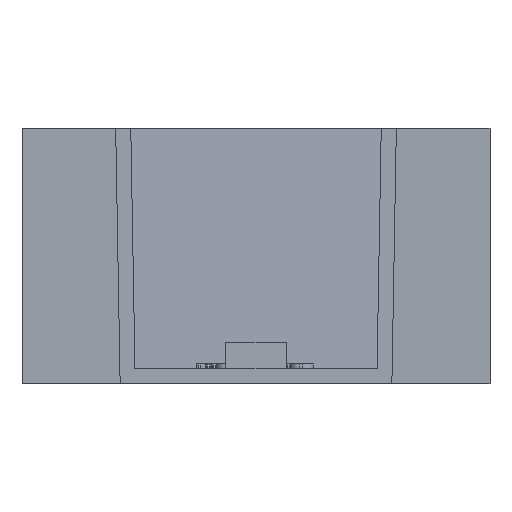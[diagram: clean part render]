
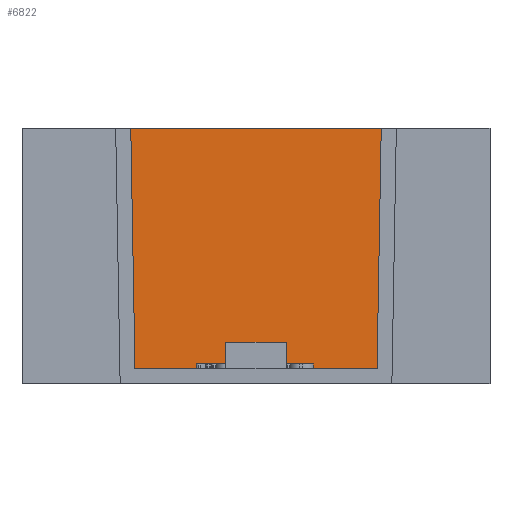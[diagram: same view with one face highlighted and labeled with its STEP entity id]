
A CAD part, top view. The second image highlights one B-rep face of the part: STEP entity #6822.
In plain terms, the highlighted planar face has unit normal (0, 0.018, 1).
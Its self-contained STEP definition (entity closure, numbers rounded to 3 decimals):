
#192 = DIRECTION ( 'NONE',  ( -1., 0., 0. ) ) ;
#271 = CARTESIAN_POINT ( 'NONE',  ( -15.5, 16.9, -11.545 ) ) ;
#425 = VERTEX_POINT ( 'NONE', #7889 ) ;
#1165 = CARTESIAN_POINT ( 'NONE',  ( -15.5, 16.912, -11.545 ) ) ;
#1185 = ORIENTED_EDGE ( 'NONE', *, *, #7308, .F. ) ;
#1296 = LINE ( 'NONE', #6177, #9894 ) ;
#1346 = LINE ( 'NONE', #2557, #5912 ) ;
#1729 = LINE ( 'NONE', #7094, #6020 ) ;
#2189 = PLANE ( 'NONE',  #10162 ) ;
#2557 = CARTESIAN_POINT ( 'NONE',  ( 15.5, 0.017, -11.25 ) ) ;
#2825 = DIRECTION ( 'NONE',  ( -1., 0., 0. ) ) ;
#3027 = DIRECTION ( 'NONE',  ( 0., 1., -0.017 ) ) ;
#3071 = EDGE_CURVE ( 'NONE', #5283, #425, #1729, .T. ) ;
#3188 = EDGE_LOOP ( 'NONE', ( #8029, #10818, #1185, #7479 ) ) ;
#4590 = CARTESIAN_POINT ( 'NONE',  ( -15.5, 0.017, -11.25 ) ) ;
#4674 = VERTEX_POINT ( 'NONE', #5247 ) ;
#4723 = EDGE_CURVE ( 'NONE', #4674, #5633, #1296, .T. ) ;
#5247 = CARTESIAN_POINT ( 'NONE',  ( 15.5, 16.9, -11.545 ) ) ;
#5283 = VERTEX_POINT ( 'NONE', #5546 ) ;
#5546 = CARTESIAN_POINT ( 'NONE',  ( 15.5, 1., -11.267 ) ) ;
#5633 = VERTEX_POINT ( 'NONE', #271 ) ;
#5912 = VECTOR ( 'NONE', #8561, 1000. ) ;
#6020 = VECTOR ( 'NONE', #2825, 1000. ) ;
#6177 = CARTESIAN_POINT ( 'NONE',  ( -15.5, 16.9, -11.545 ) ) ;
#6563 = VECTOR ( 'NONE', #7154, 1000. ) ;
#6822 = ADVANCED_FACE ( 'NONE', ( #7374 ), #2189, .F. ) ;
#7094 = CARTESIAN_POINT ( 'NONE',  ( -15.5, 1., -11.267 ) ) ;
#7154 = DIRECTION ( 'NONE',  ( 0., -1., 0.017 ) ) ;
#7308 = EDGE_CURVE ( 'NONE', #4674, #5283, #1346, .T. ) ;
#7374 = FACE_OUTER_BOUND ( 'NONE', #3188, .T. ) ;
#7479 = ORIENTED_EDGE ( 'NONE', *, *, #4723, .T. ) ;
#7498 = EDGE_CURVE ( 'NONE', #5633, #425, #8592, .T. ) ;
#7889 = CARTESIAN_POINT ( 'NONE',  ( -15.5, 1., -11.267 ) ) ;
#8029 = ORIENTED_EDGE ( 'NONE', *, *, #7498, .T. ) ;
#8175 = DIRECTION ( 'NONE',  ( 0., -0.017, -1. ) ) ;
#8561 = DIRECTION ( 'NONE',  ( 0., -1., 0.017 ) ) ;
#8592 = LINE ( 'NONE', #1165, #6563 ) ;
#9894 = VECTOR ( 'NONE', #192, 1000. ) ;
#10162 = AXIS2_PLACEMENT_3D ( 'NONE', #4590, #8175, #3027 ) ;
#10818 = ORIENTED_EDGE ( 'NONE', *, *, #3071, .F. ) ;
